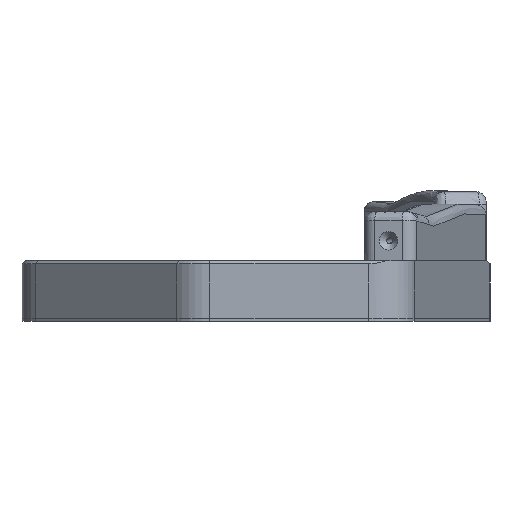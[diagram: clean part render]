
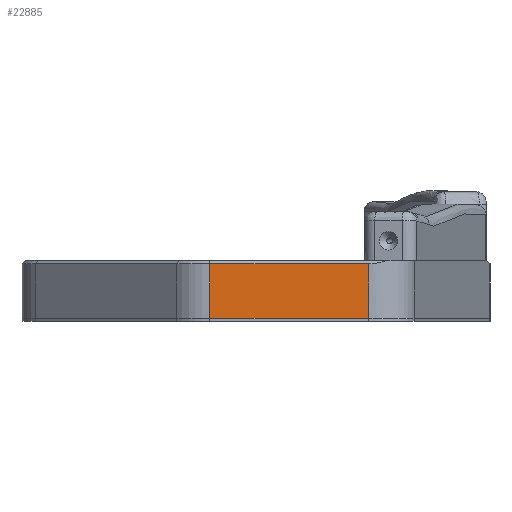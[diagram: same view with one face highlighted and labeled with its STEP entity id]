
A CAD part, left-side view. The second image highlights one B-rep face of the part: STEP entity #22885.
In plain terms, the highlighted planar face has unit normal (-1, 0, 0).
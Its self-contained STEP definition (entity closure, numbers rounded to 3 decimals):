
#136=LINE('',#34065,#2054);
#137=LINE('',#34068,#2055);
#138=LINE('',#34070,#2056);
#139=LINE('',#34071,#2057);
#2054=VECTOR('',#26905,10.);
#2055=VECTOR('',#26908,10.);
#2056=VECTOR('',#26909,10.);
#2057=VECTOR('',#26910,10.);
#5463=FACE_OUTER_BOUND('',#6811,.T.);
#6811=EDGE_LOOP('',(#15729,#15730,#15731,#15732));
#10325=VERTEX_POINT('',#34061);
#10326=VERTEX_POINT('',#34063);
#10327=VERTEX_POINT('',#34067);
#10328=VERTEX_POINT('',#34069);
#12474=EDGE_CURVE('',#10326,#10325,#136,.T.);
#12475=EDGE_CURVE('',#10325,#10327,#137,.T.);
#12476=EDGE_CURVE('',#10328,#10326,#138,.T.);
#12477=EDGE_CURVE('',#10328,#10327,#139,.T.);
#15729=ORIENTED_EDGE('',*,*,#12475,.F.);
#15730=ORIENTED_EDGE('',*,*,#12474,.F.);
#15731=ORIENTED_EDGE('',*,*,#12476,.F.);
#15732=ORIENTED_EDGE('',*,*,#12477,.T.);
#22197=PLANE('',#24252);
#22885=ADVANCED_FACE('',(#5463),#22197,.T.);
#24252=AXIS2_PLACEMENT_3D('',#34066,#26906,#26907);
#26905=DIRECTION('',(0.,0.,1.));
#26906=DIRECTION('center_axis',(-1.,0.,0.));
#26907=DIRECTION('ref_axis',(0.,-1.,0.));
#26908=DIRECTION('',(0.,-1.,0.));
#26909=DIRECTION('',(0.,1.,0.));
#26910=DIRECTION('',(0.,0.,1.));
#34061=CARTESIAN_POINT('',(-206.412,28.196,0.8));
#34063=CARTESIAN_POINT('',(-206.412,28.196,-16.7));
#34065=CARTESIAN_POINT('',(-206.412,28.196,0.));
#34066=CARTESIAN_POINT('Origin',(-206.412,28.196,0.));
#34067=CARTESIAN_POINT('',(-206.412,-23.003,0.8));
#34068=CARTESIAN_POINT('',(-206.412,20.745,0.8));
#34069=CARTESIAN_POINT('',(-206.412,-23.003,-16.7));
#34070=CARTESIAN_POINT('',(-206.412,-23.003,-16.7));
#34071=CARTESIAN_POINT('',(-206.412,-23.003,0.));
